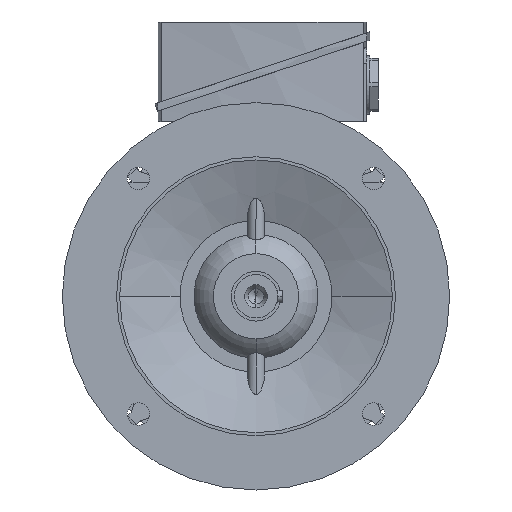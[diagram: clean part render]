
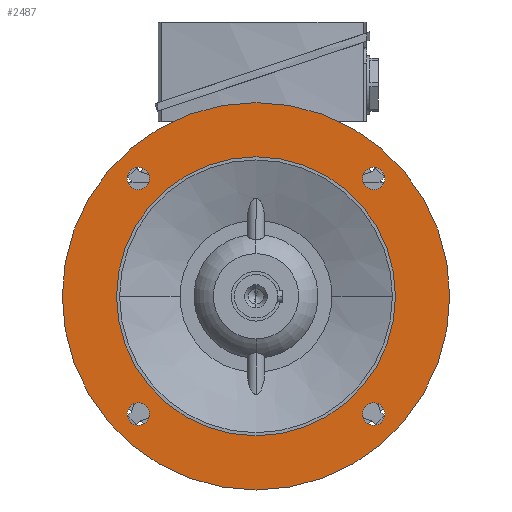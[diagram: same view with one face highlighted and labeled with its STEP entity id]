
A CAD part, left-side view. The second image highlights one B-rep face of the part: STEP entity #2487.
In plain terms, the highlighted planar face has unit normal (-1, 0, 0).
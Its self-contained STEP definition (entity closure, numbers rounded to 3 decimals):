
#2487=ADVANCED_FACE('',(#5014,#5015,#5016,#5017,#5018,#5019),#5020,.T.);
#5014=FACE_BOUND('',#7538,.T.);
#5015=FACE_BOUND('',#7539,.T.);
#5016=FACE_BOUND('',#7540,.T.);
#5017=FACE_BOUND('',#7541,.T.);
#5018=FACE_OUTER_BOUND('',#7542,.T.);
#5019=FACE_BOUND('',#7543,.T.);
#5020=PLANE('',#7544);
#7538=EDGE_LOOP('',(#15455,#15456));
#7539=EDGE_LOOP('',(#15457,#15458));
#7540=EDGE_LOOP('',(#15459,#15460));
#7541=EDGE_LOOP('',(#15461,#15462));
#7542=EDGE_LOOP('',(#15463,#15464));
#7543=EDGE_LOOP('',(#15465,#15466));
#7544=AXIS2_PLACEMENT_3D('',#15467,#15468,#15469);
#15455=ORIENTED_EDGE('',*,*,#18582,.T.);
#15456=ORIENTED_EDGE('',*,*,#15529,.T.);
#15457=ORIENTED_EDGE('',*,*,#18584,.T.);
#15458=ORIENTED_EDGE('',*,*,#15524,.T.);
#15459=ORIENTED_EDGE('',*,*,#18586,.T.);
#15460=ORIENTED_EDGE('',*,*,#15519,.T.);
#15461=ORIENTED_EDGE('',*,*,#18588,.T.);
#15462=ORIENTED_EDGE('',*,*,#15514,.T.);
#15463=ORIENTED_EDGE('',*,*,#15481,.F.);
#15464=ORIENTED_EDGE('',*,*,#18619,.F.);
#15465=ORIENTED_EDGE('',*,*,#15488,.T.);
#15466=ORIENTED_EDGE('',*,*,#18617,.T.);
#15467=CARTESIAN_POINT('',(-40.0,107.5,0.0));
#15468=DIRECTION('',(-1.0,0.0,0.0));
#15469=DIRECTION('',(0.0,-1.0,0.0));
#15481=EDGE_CURVE('',#18623,#18626,#18627,.T.);
#15488=EDGE_CURVE('',#18633,#18637,#18639,.T.);
#15514=EDGE_CURVE('',#18686,#18683,#18687,.T.);
#15519=EDGE_CURVE('',#18695,#18692,#18696,.T.);
#15524=EDGE_CURVE('',#18704,#18701,#18705,.T.);
#15529=EDGE_CURVE('',#18713,#18710,#18714,.T.);
#18582=EDGE_CURVE('',#18710,#18713,#23259,.T.);
#18584=EDGE_CURVE('',#18701,#18704,#23261,.T.);
#18586=EDGE_CURVE('',#18692,#18695,#23263,.T.);
#18588=EDGE_CURVE('',#18683,#18686,#23265,.T.);
#18617=EDGE_CURVE('',#18637,#18633,#23294,.T.);
#18619=EDGE_CURVE('',#18626,#18623,#23296,.T.);
#18623=VERTEX_POINT('',#23300);
#18626=VERTEX_POINT('',#23304);
#18627=CIRCLE('',#23305,125.0);
#18633=VERTEX_POINT('',#23312);
#18637=VERTEX_POINT('',#23317);
#18639=CIRCLE('',#23320,90.0);
#18683=VERTEX_POINT('',#23438);
#18686=VERTEX_POINT('',#23442);
#18687=CIRCLE('',#23443,7.25);
#18692=VERTEX_POINT('',#23449);
#18695=VERTEX_POINT('',#23453);
#18696=CIRCLE('',#23454,7.25);
#18701=VERTEX_POINT('',#23460);
#18704=VERTEX_POINT('',#23464);
#18705=CIRCLE('',#23465,7.25);
#18710=VERTEX_POINT('',#23471);
#18713=VERTEX_POINT('',#23475);
#18714=CIRCLE('',#23476,7.25);
#23259=CIRCLE('',#35411,7.25);
#23261=CIRCLE('',#35413,7.25);
#23263=CIRCLE('',#35415,7.25);
#23265=CIRCLE('',#35417,7.25);
#23294=CIRCLE('',#35477,90.0);
#23296=CIRCLE('',#35479,125.0);
#23300=CARTESIAN_POINT('',(-40.0,125.0,0.0));
#23304=CARTESIAN_POINT('',(-40.0,-125.0,0.));
#23305=AXIS2_PLACEMENT_3D('',#35483,#35484,#35485);
#23312=CARTESIAN_POINT('',(-40.0,90.0,0.0));
#23317=CARTESIAN_POINT('',(-40.0,-90.0,0.));
#23320=AXIS2_PLACEMENT_3D('',#35495,#35496,#35497);
#23438=CARTESIAN_POINT('',(-40.0,-81.141,81.141));
#23442=CARTESIAN_POINT('',(-40.0,-70.887,70.887));
#23443=AXIS2_PLACEMENT_3D('',#35540,#35541,#35542);
#23449=CARTESIAN_POINT('',(-40.0,81.141,81.141));
#23453=CARTESIAN_POINT('',(-40.0,70.887,70.887));
#23454=AXIS2_PLACEMENT_3D('',#35548,#35549,#35550);
#23460=CARTESIAN_POINT('',(-40.0,81.141,-81.141));
#23464=CARTESIAN_POINT('',(-40.0,70.887,-70.887));
#23465=AXIS2_PLACEMENT_3D('',#35556,#35557,#35558);
#23471=CARTESIAN_POINT('',(-40.0,-81.141,-81.141));
#23475=CARTESIAN_POINT('',(-40.0,-70.887,-70.887));
#23476=AXIS2_PLACEMENT_3D('',#35564,#35565,#35566);
#35411=AXIS2_PLACEMENT_3D('',#38559,#38560,#38561);
#35413=AXIS2_PLACEMENT_3D('',#38562,#38563,#38564);
#35415=AXIS2_PLACEMENT_3D('',#38565,#38566,#38567);
#35417=AXIS2_PLACEMENT_3D('',#38568,#38569,#38570);
#35477=AXIS2_PLACEMENT_3D('',#38584,#38585,#38586);
#35479=AXIS2_PLACEMENT_3D('',#38587,#38588,#38589);
#35483=CARTESIAN_POINT('',(-40.0,0.0,0.0));
#35484=DIRECTION('',(1.0,0.0,0.0));
#35485=DIRECTION('',(0.0,1.0,0.0));
#35495=CARTESIAN_POINT('',(-40.0,0.0,0.0));
#35496=DIRECTION('',(1.0,0.0,0.0));
#35497=DIRECTION('',(0.0,1.0,0.0));
#35540=CARTESIAN_POINT('',(-40.0,-76.014,76.014));
#35541=DIRECTION('',(1.0,0.0,-0.0));
#35542=DIRECTION('',(0.0,-0.707,0.707));
#35548=CARTESIAN_POINT('',(-40.0,76.014,76.014));
#35549=DIRECTION('',(1.0,0.0,-0.0));
#35550=DIRECTION('',(0.0,0.707,0.707));
#35556=CARTESIAN_POINT('',(-40.0,76.014,-76.014));
#35557=DIRECTION('',(1.0,-0.0,0.0));
#35558=DIRECTION('',(0.0,0.707,-0.707));
#35564=CARTESIAN_POINT('',(-40.0,-76.014,-76.014));
#35565=DIRECTION('',(1.0,0.0,0.0));
#35566=DIRECTION('',(0.0,-0.707,-0.707));
#38559=CARTESIAN_POINT('',(-40.0,-76.014,-76.014));
#38560=DIRECTION('',(1.0,0.0,0.0));
#38561=DIRECTION('',(0.0,-0.707,-0.707));
#38562=CARTESIAN_POINT('',(-40.0,76.014,-76.014));
#38563=DIRECTION('',(1.0,-0.0,0.0));
#38564=DIRECTION('',(0.0,0.707,-0.707));
#38565=CARTESIAN_POINT('',(-40.0,76.014,76.014));
#38566=DIRECTION('',(1.0,0.0,-0.0));
#38567=DIRECTION('',(0.0,0.707,0.707));
#38568=CARTESIAN_POINT('',(-40.0,-76.014,76.014));
#38569=DIRECTION('',(1.0,0.0,-0.0));
#38570=DIRECTION('',(0.0,-0.707,0.707));
#38584=CARTESIAN_POINT('',(-40.0,0.0,0.0));
#38585=DIRECTION('',(1.0,0.0,0.0));
#38586=DIRECTION('',(0.0,1.0,0.0));
#38587=CARTESIAN_POINT('',(-40.0,0.0,0.0));
#38588=DIRECTION('',(1.0,0.0,0.0));
#38589=DIRECTION('',(0.0,1.0,0.0));
